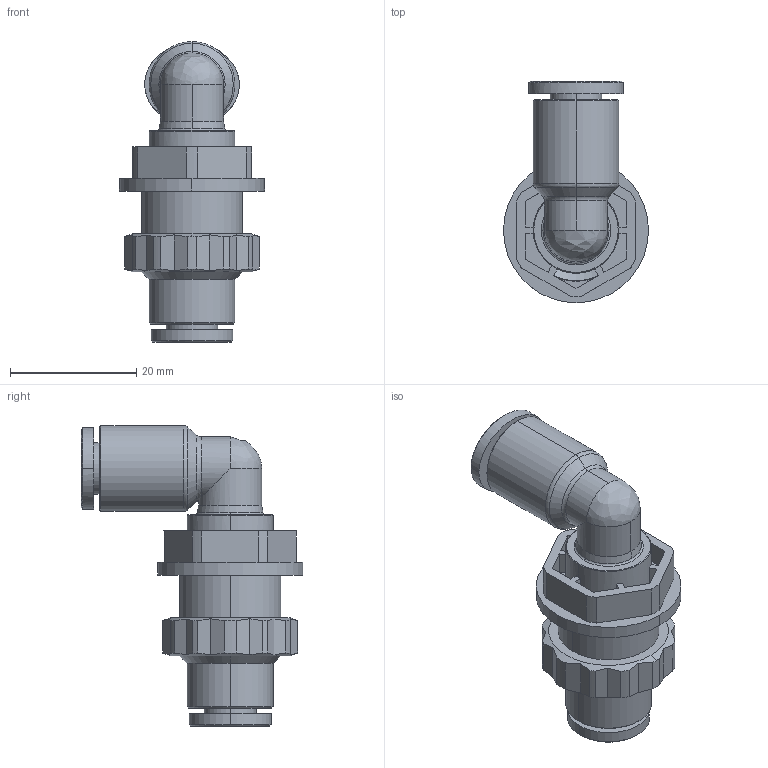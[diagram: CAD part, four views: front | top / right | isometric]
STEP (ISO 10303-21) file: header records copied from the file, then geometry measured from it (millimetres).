
FILE_DESCRIPTION (( 'STEP AP214' ), '1' );
FILE_NAME ('PLM08.STEP', '2015-10-09T12:02:40', ( '' ), ( '' ), 'SwSTEP 2.0', 'SolidWorks 2015', '' );
FILE_SCHEMA (( 'AUTOMOTIVE_DESIGN' ));
Length unit declared in the file: millimetre
Products named in the file (1): PLM08
Bounding box: 23 x 35.1 x 47.7 mm (x, y, z)
Surface area: 5574.6 mm2 (no closed solid volume)
Topology: 0 solids, 4 shells, 577 faces, 2372 edges, 1658 vertices
Faces by surface type: plane 437, bspline 57, cylinder 57, cone 22, torus 4
Entity records: 31412 total; most frequent: CARTESIAN_POINT 6541, ORIENTED_EDGE 3758, DIRECTION 3397, EDGE_CURVE 2371, LINE 2007, VECTOR 2007, VERTEX_POINT 1658, AXIS2_PLACEMENT_3D 695
